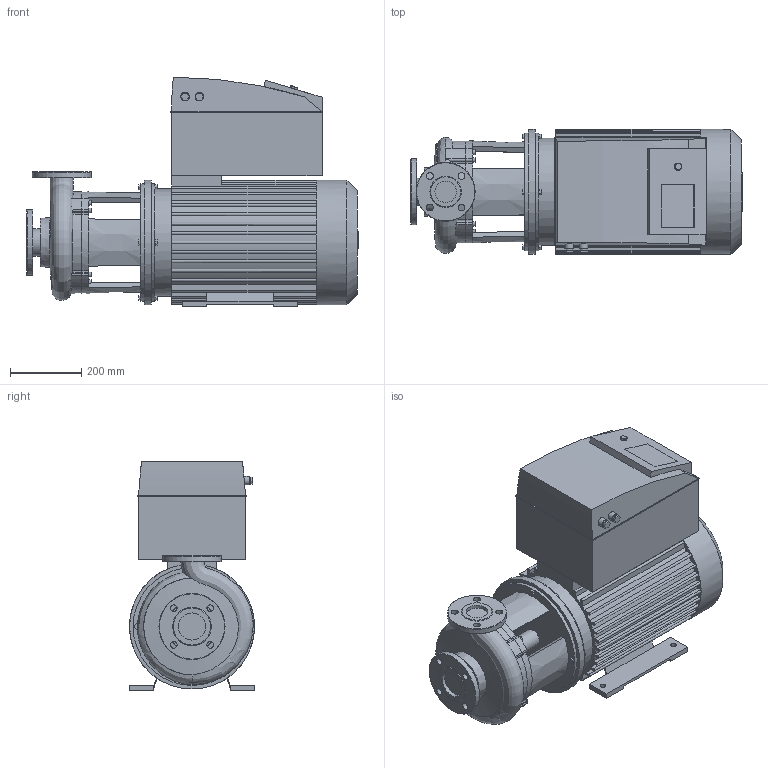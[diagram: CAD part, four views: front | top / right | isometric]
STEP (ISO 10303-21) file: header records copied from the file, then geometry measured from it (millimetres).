
FILE_DESCRIPTION(/* description */ (''),/* implementation_level */ '2;1');
FILE_NAME(/* name */ '3d_BL-E50_210-18_5_2-R1-2189985.stp',/* time_stamp */ '2017-11-06T15:13:23+01:00',/* author */ ('Andrzej'),/* organization */ (''),/* preprocessor_version */ 'ST-DEVELOPER v16.13',/* originating_system */ 'AutoCAD Mechanical',/* authorisation */ '');
FILE_SCHEMA (('AUTOMOTIVE_DESIGN { 1 0 10303 214 3 1 1 }'));
Length unit declared in the file: millimetre
Products named in the file (1): Product
Bounding box: 930 x 350 x 643 mm (x, y, z)
Volume: 96476194.5 mm3; surface area: 3003708.7 mm2
Topology: 13 solids, 13 shells, 581 faces, 1486 edges, 964 vertices
Faces by surface type: plane 366, cylinder 163, bspline 30, cone 14, torus 8
Full cylindrical faces by diameter (mm): 8 x4, 9 x4, 13 x4, 15 x4, 19 x8, 20 x3, 24 x2, 50 x1, 60.3 x1, 76.1 x2, 165 x1, 185 x1, 300 x1, 330 x2, 350 x2
Entity records: 22003 total; most frequent: CARTESIAN_POINT 7908, DIRECTION 2875, ORIENTED_EDGE 2852, EDGE_CURVE 1426, AXIS2_PLACEMENT_3D 986, VERTEX_POINT 958, LINE 903, VECTOR 903
